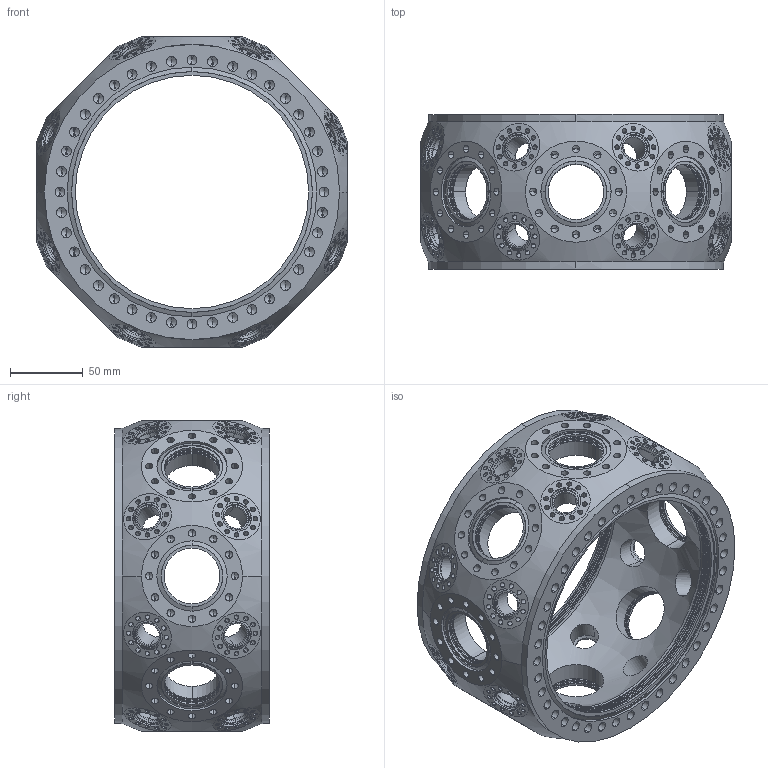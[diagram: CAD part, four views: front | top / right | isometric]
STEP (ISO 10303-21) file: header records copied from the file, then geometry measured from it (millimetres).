
FILE_DESCRIPTION (( 'STEP AP214' ), '1' );
FILE_NAME ('多面体-2CF150+8CF35+16CF16.STEP', '2023-09-27T01:03:29', ( '' ), ( '' ), 'SwSTEP 2.0', 'SolidWorks 2020', '' );
FILE_SCHEMA (( 'AUTOMOTIVE_DESIGN' ));
Length unit declared in the file: millimetre
Products named in the file (1): 嗣醱极-2CF150+8CF35+16CF16
Bounding box: 213 x 106 x 213 mm (x, y, z)
Volume: 996938.8 mm3; surface area: 244345.6 mm2
Topology: 1 solids, 1 shells, 1968 faces, 4746 edges, 2494 vertices
Faces by surface type: cylinder 952, cone 872, plane 96, torus 44, sphere 4
Entity records: 55020 total; most frequent: DIRECTION 10114, CARTESIAN_POINT 8461, ORIENTED_EDGE 8000, AXIS2_PLACEMENT_3D 4145, EDGE_CURVE 4000, VERTEX_POINT 2492, EDGE_LOOP 2476, CIRCLE 2176
